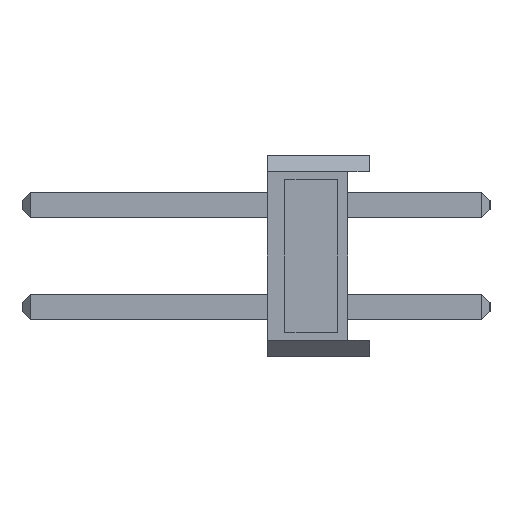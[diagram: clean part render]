
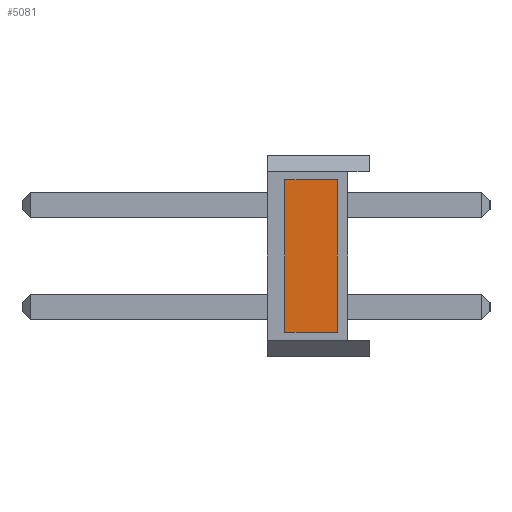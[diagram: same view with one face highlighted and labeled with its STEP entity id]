
A CAD part, left-side view. The second image highlights one B-rep face of the part: STEP entity #5081.
In plain terms, the highlighted planar face has unit normal (-1, 0, 0).
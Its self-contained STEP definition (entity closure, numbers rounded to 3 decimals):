
#76 = DIRECTION ( 'NONE',  ( 0., -1., 0. ) ) ;
#174 = DIRECTION ( 'NONE',  ( 0., -1., 0. ) ) ;
#914 = VERTEX_POINT ( 'NONE', #42463 ) ;
#2649 = EDGE_CURVE ( 'NONE', #914, #9790, #10272, .T. ) ;
#3290 = ORIENTED_EDGE ( 'NONE', *, *, #2649, .T. ) ;
#3461 = EDGE_CURVE ( 'NONE', #21439, #4748, #14783, .T. ) ;
#4096 = CARTESIAN_POINT ( 'NONE',  ( -1.27, 2.1, 0. ) ) ;
#4748 = VERTEX_POINT ( 'NONE', #25153 ) ;
#5081 = ADVANCED_FACE ( 'NONE', ( #15673 ), #17835, .F. ) ;
#5388 = VECTOR ( 'NONE', #76, 1000. ) ;
#6223 = DIRECTION ( 'NONE',  ( 0., 0., 1. ) ) ;
#7129 = CARTESIAN_POINT ( 'NONE',  ( -1.27, 2.1, 1.9 ) ) ;
#8592 = ORIENTED_EDGE ( 'NONE', *, *, #35638, .T. ) ;
#9260 = CARTESIAN_POINT ( 'NONE',  ( -1.27, 2.1, 0. ) ) ;
#9790 = VERTEX_POINT ( 'NONE', #41102 ) ;
#10272 = LINE ( 'NONE', #22263, #35632 ) ;
#10492 = DIRECTION ( 'NONE',  ( 0., 0., 1. ) ) ;
#14783 = LINE ( 'NONE', #4096, #39159 ) ;
#15673 = FACE_OUTER_BOUND ( 'NONE', #42342, .T. ) ;
#16742 = CARTESIAN_POINT ( 'NONE',  ( -1.27, 2.1, -1.9 ) ) ;
#17835 = PLANE ( 'NONE',  #37669 ) ;
#18783 = LINE ( 'NONE', #7129, #34294 ) ;
#21439 = VERTEX_POINT ( 'NONE', #23422 ) ;
#22263 = CARTESIAN_POINT ( 'NONE',  ( -1.27, 0.8, 0. ) ) ;
#23422 = CARTESIAN_POINT ( 'NONE',  ( -1.27, 2.1, -1.9 ) ) ;
#24912 = ORIENTED_EDGE ( 'NONE', *, *, #33373, .F. ) ;
#25153 = CARTESIAN_POINT ( 'NONE',  ( -1.27, 2.1, 1.9 ) ) ;
#31323 = LINE ( 'NONE', #16742, #5388 ) ;
#31947 = ORIENTED_EDGE ( 'NONE', *, *, #3461, .F. ) ;
#33373 = EDGE_CURVE ( 'NONE', #4748, #9790, #18783, .T. ) ;
#34294 = VECTOR ( 'NONE', #174, 1000. ) ;
#35632 = VECTOR ( 'NONE', #6223, 1000. ) ;
#35638 = EDGE_CURVE ( 'NONE', #21439, #914, #31323, .T. ) ;
#35788 = DIRECTION ( 'NONE',  ( 0., 0., -1. ) ) ;
#37669 = AXIS2_PLACEMENT_3D ( 'NONE', #9260, #40537, #35788 ) ;
#39159 = VECTOR ( 'NONE', #10492, 1000. ) ;
#40537 = DIRECTION ( 'NONE',  ( 1., 0., 0. ) ) ;
#41102 = CARTESIAN_POINT ( 'NONE',  ( -1.27, 0.8, 1.9 ) ) ;
#42342 = EDGE_LOOP ( 'NONE', ( #3290, #24912, #31947, #8592 ) ) ;
#42463 = CARTESIAN_POINT ( 'NONE',  ( -1.27, 0.8, -1.9 ) ) ;
